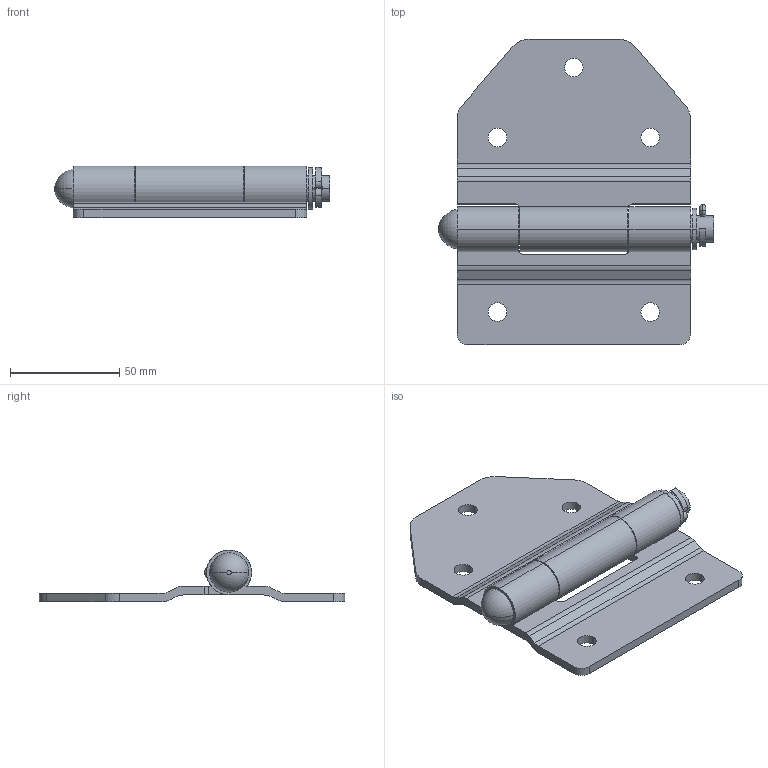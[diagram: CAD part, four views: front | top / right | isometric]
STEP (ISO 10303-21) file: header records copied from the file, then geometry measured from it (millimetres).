
FILE_DESCRIPTION (( 'STEP AP203' ), '1' );
FILE_NAME ('B-1589-A.STEP', '2009-03-24T05:03:45', ( ' ' ), ( ' ' ), 'SwSTEP 2.0', 'SolidWorks 2007', '' );
FILE_SCHEMA (( 'CONFIG_CONTROL_DESIGN' ));
Length unit declared in the file: millimetre
Products named in the file (6): B-1589-A僸儞僕A__棉太倌; B-1589-A; B-1589-A僸儞僕B__棉太倌; 割りピン　呼び3_曲げ1; B-1589-A僺儞__棉太倌; B-1589-A儚僢僔儍乕__棉太倌
Assembly tree (5 placements, depth 2):
  B-1589-A
    割りピン　呼び3_曲げ1
    B-1589-A僺儞__棉太倌
    B-1589-A儚僢僔儍乕__棉太倌
    B-1589-A僸儞僕B__棉太倌
    B-1589-A僸儞僕A__棉太倌
Bounding box: 126 x 140 x 23.8 mm (x, y, z)
Volume: 84722.7 mm3; surface area: 44625.7 mm2
Topology: 5 solids, 5 shells, 134 faces, 339 edges, 214 vertices
Faces by surface type: cylinder 70, plane 40, torus 20, bspline 4
Entity records: 5063 total; most frequent: CARTESIAN_POINT 1067, DIRECTION 767, ORIENTED_EDGE 678, EDGE_CURVE 339, AXIS2_PLACEMENT_3D 306, VERTEX_POINT 214, CIRCLE 168, VECTOR 155
